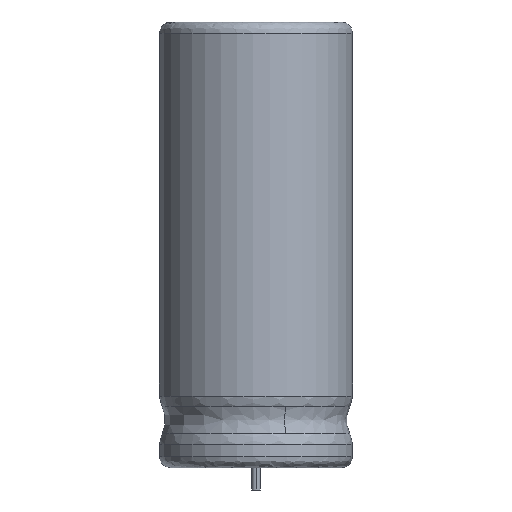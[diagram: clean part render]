
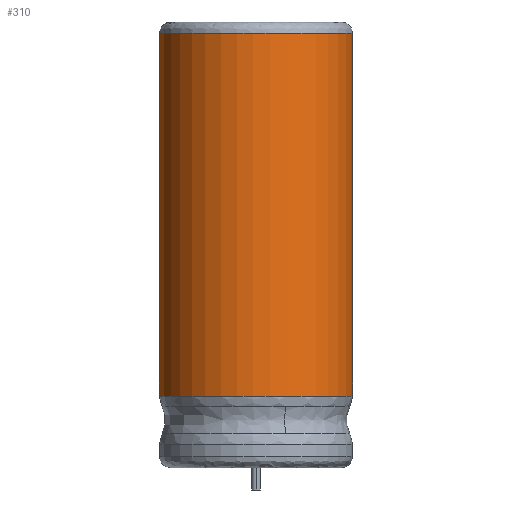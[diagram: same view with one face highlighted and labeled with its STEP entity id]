
A CAD part, left-side view. The second image highlights one B-rep face of the part: STEP entity #310.
In plain terms, the highlighted cylindrical face has radius 6.5 mm (diameter 13 mm), a partial arc.
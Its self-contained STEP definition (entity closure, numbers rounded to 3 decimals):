
#60 = EDGE_CURVE ( 'NONE', #1041, #1157, #696, .T. ) ;
#226 = VECTOR ( 'NONE', #1742, 1000. ) ;
#310 = ADVANCED_FACE ( 'NONE', ( #1832 ), #927, .T. ) ;
#395 = DIRECTION ( 'NONE',  ( 1., 0., 0. ) ) ;
#532 = EDGE_CURVE ( 'NONE', #3544, #3319, #825, .T. ) ;
#538 = LINE ( 'NONE', #2633, #226 ) ;
#696 = CIRCLE ( 'NONE', #3599, 6.5 ) ;
#709 = CARTESIAN_POINT ( 'NONE',  ( 6.108, -2.223, 6.771 ) ) ;
#773 = VECTOR ( 'NONE', #3046, 1000. ) ;
#825 = CIRCLE ( 'NONE', #2905, 6.5 ) ;
#868 = EDGE_CURVE ( 'NONE', #1157, #3544, #1895, .T. ) ;
#869 = CARTESIAN_POINT ( 'NONE',  ( 0., 0., 6.771 ) ) ;
#927 = CYLINDRICAL_SURFACE ( 'NONE', #1016, 6.5 ) ;
#950 = CARTESIAN_POINT ( 'NONE',  ( 6.108, 2.223, -5.279 ) ) ;
#1016 = AXIS2_PLACEMENT_3D ( 'NONE', #1636, #3648, #1248 ) ;
#1041 = VERTEX_POINT ( 'NONE', #709 ) ;
#1157 = VERTEX_POINT ( 'NONE', #2542 ) ;
#1248 = DIRECTION ( 'NONE',  ( 1., 0., 0. ) ) ;
#1263 = EDGE_CURVE ( 'NONE', #3319, #1041, #538, .T. ) ;
#1362 = CARTESIAN_POINT ( 'NONE',  ( 6.108, 2.223, -17.654 ) ) ;
#1399 = DIRECTION ( 'NONE',  ( 1., 0., 0. ) ) ;
#1636 = CARTESIAN_POINT ( 'NONE',  ( 0., 0., -5.279 ) ) ;
#1742 = DIRECTION ( 'NONE',  ( 0., 0., 1. ) ) ;
#1832 = FACE_OUTER_BOUND ( 'NONE', #3842, .T. ) ;
#1895 = LINE ( 'NONE', #950, #773 ) ;
#1919 = CARTESIAN_POINT ( 'NONE',  ( 6.108, -2.223, -17.654 ) ) ;
#2443 = CARTESIAN_POINT ( 'NONE',  ( 0., 0., -17.654 ) ) ;
#2493 = ORIENTED_EDGE ( 'NONE', *, *, #868, .T. ) ;
#2542 = CARTESIAN_POINT ( 'NONE',  ( 6.108, 2.223, 6.771 ) ) ;
#2611 = ORIENTED_EDGE ( 'NONE', *, *, #60, .T. ) ;
#2633 = CARTESIAN_POINT ( 'NONE',  ( 6.108, -2.223, -5.279 ) ) ;
#2727 = ORIENTED_EDGE ( 'NONE', *, *, #532, .T. ) ;
#2809 = DIRECTION ( 'NONE',  ( 0., 0., 1. ) ) ;
#2905 = AXIS2_PLACEMENT_3D ( 'NONE', #2443, #2809, #395 ) ;
#3046 = DIRECTION ( 'NONE',  ( 0., 0., -1. ) ) ;
#3209 = DIRECTION ( 'NONE',  ( 0., 0., -1. ) ) ;
#3319 = VERTEX_POINT ( 'NONE', #1919 ) ;
#3544 = VERTEX_POINT ( 'NONE', #1362 ) ;
#3599 = AXIS2_PLACEMENT_3D ( 'NONE', #869, #3209, #1399 ) ;
#3623 = ORIENTED_EDGE ( 'NONE', *, *, #1263, .T. ) ;
#3648 = DIRECTION ( 'NONE',  ( 0., 0., 1. ) ) ;
#3842 = EDGE_LOOP ( 'NONE', ( #2611, #2493, #2727, #3623 ) ) ;
